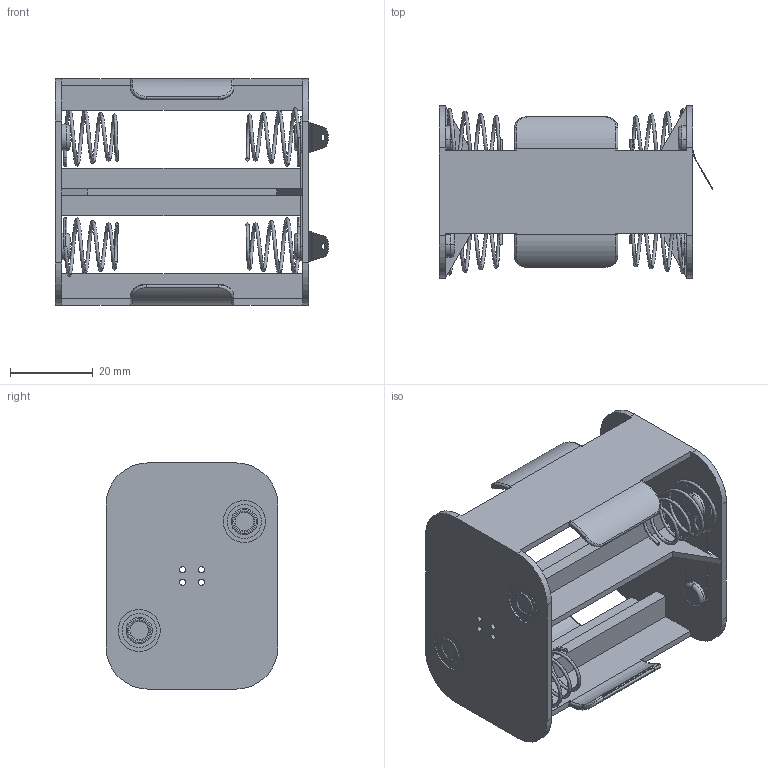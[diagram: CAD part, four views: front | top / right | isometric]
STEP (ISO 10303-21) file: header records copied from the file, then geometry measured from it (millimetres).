
FILE_DESCRIPTION (( 'STEP AP214' ), '1' );
FILE_NAME ('BH22CL.STEP', '2019-12-03T13:55:28', ( '' ), ( '' ), 'SwSTEP 2.0', 'SolidWorks 2017', '' );
FILE_SCHEMA (( 'AUTOMOTIVE_DESIGN' ));
Length unit declared in the file: millimetre
Products named in the file (1): BH22CL
Bounding box: 65.98 x 41.48 x 54.58 mm (x, y, z)
Volume: 18040 mm3; surface area: 24763.3 mm2
Topology: 12 solids, 14 shells, 432 faces, 1037 edges, 648 vertices
Faces by surface type: cylinder 181, plane 145, torus 82, bspline 24
Entity records: 20909 total; most frequent: CARTESIAN_POINT 10558, DIRECTION 2248, ORIENTED_EDGE 2072, EDGE_CURVE 1036, AXIS2_PLACEMENT_3D 913, VERTEX_POINT 647, CIRCLE 504, EDGE_LOOP 491
